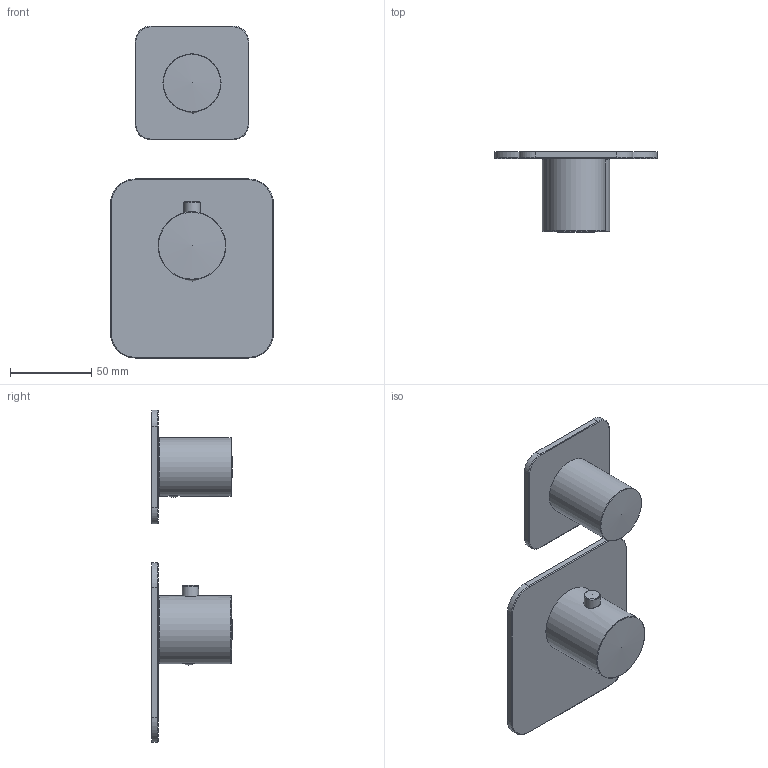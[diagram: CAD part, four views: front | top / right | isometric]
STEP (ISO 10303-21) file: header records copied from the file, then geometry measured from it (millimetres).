
FILE_DESCRIPTION(/* description */ ('Unknown'),/* implementation_level */ '2;1');
FILE_NAME(/* name */ 'GLF011',/* time_stamp */ '2021-07-21T11:00:25+02:00',/* author */ ('Unknown'),/* organization */ ('Unknown'),/* preprocessor_version */ 'ST-DEVELOPER v16.7',/* originating_system */ 'DEX',/* authorisation */ $);
FILE_SCHEMA (('AUTOMOTIVE_DESIGN {1 0 10303 214 3 1 1}'));
Length unit declared in the file: millimetre
Products named in the file (7): GLF011EXT-00; C034002_00101ZZ; C023005_00101DL; C037011_00101ZZ; A047068_00101ZZ; C034003_00101ZZ; C023006_00101ZZ
Assembly tree (7 placements, depth 2):
  GLF011EXT-00
    C034002_00101ZZ
    C023005_00101DL
    C037011_00101ZZ
    A047068_00101ZZ  x2
    C034003_00101ZZ
    C023006_00101ZZ
Bounding box: 100 x 49.5 x 204 mm (x, y, z)
Volume: 112765.4 mm3; surface area: 62752.3 mm2
Topology: 7 solids, 7 shells, 298 faces, 771 edges, 501 vertices
Faces by surface type: cylinder 107, bspline 75, plane 68, cone 25, torus 18, sphere 5
Full cylindrical faces by diameter (mm): 3.3 x8, 4.1 x1, 4.2 x4, 4.3 x1, 6 x1, 6.4 x2, 7.6 x2, 8 x2, 9.95 x1, 10 x2, 10.1 x1, 12.1 x2, 17 x1, 22 x2, 32 x1, 35.7 x1, 38.5 x1, 41.7 x1
Entity records: 17451 total; most frequent: CARTESIAN_POINT 11710, ORIENTED_EDGE 1200, DIRECTION 939, EDGE_CURVE 600, VERTEX_POINT 410, AXIS2_PLACEMENT_3D 396, FACE_BOUND 364, EDGE_LOOP 362
